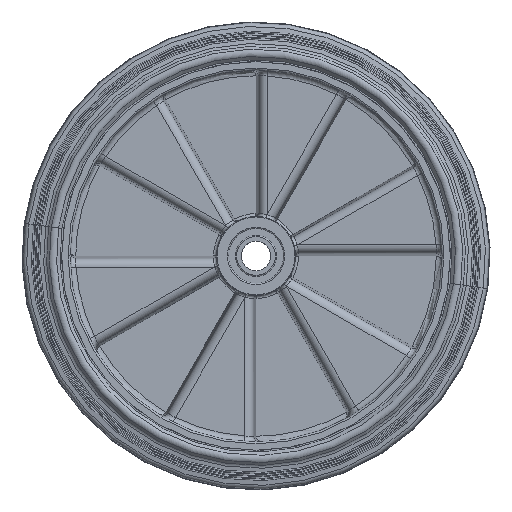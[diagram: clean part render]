
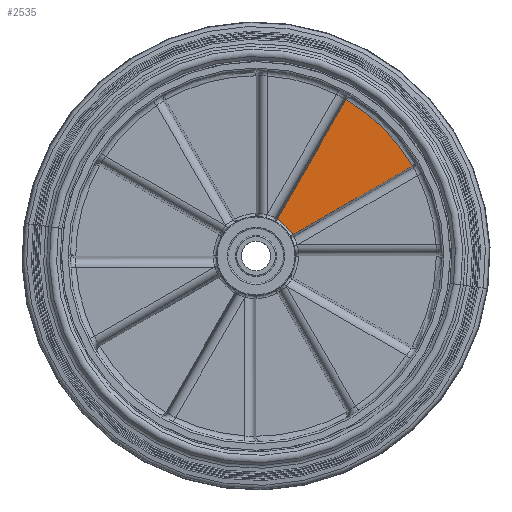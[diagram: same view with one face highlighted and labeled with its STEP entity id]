
A CAD part, top view. The second image highlights one B-rep face of the part: STEP entity #2535.
In plain terms, the highlighted planar face has unit normal (0, 0, 1).
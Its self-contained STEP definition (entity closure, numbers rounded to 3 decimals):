
#112 = DIRECTION ( 'NONE',  ( 0., 0., 1. ) ) ;
#237 = CARTESIAN_POINT ( 'NONE',  ( 0., 0., -14. ) ) ;
#581 = AXIS2_PLACEMENT_3D ( 'NONE', #237, #18335, #19912 ) ;
#585 = DIRECTION ( 'NONE',  ( -0.5, -0.866, 0. ) ) ;
#1721 = ORIENTED_EDGE ( 'NONE', *, *, #19721, .T. ) ;
#1894 = CARTESIAN_POINT ( 'NONE',  ( 76.877, 133.439, -14. ) ) ;
#2396 = CARTESIAN_POINT ( 'NONE',  ( -0.124, 0.071, -14. ) ) ;
#2535 = ADVANCED_FACE ( 'NONE', ( #4352 ), #16148, .T. ) ;
#2807 = VECTOR ( 'NONE', #585, 1000. ) ;
#3657 = DIRECTION ( 'NONE',  ( 1., 0., 0. ) ) ;
#4352 = FACE_OUTER_BOUND ( 'NONE', #17589, .T. ) ;
#4890 = AXIS2_PLACEMENT_3D ( 'NONE', #10932, #112, #3657 ) ;
#5485 = EDGE_CURVE ( 'NONE', #11988, #8173, #22963, .T. ) ;
#5804 = CARTESIAN_POINT ( 'NONE',  ( 133.373, 76.838, -14. ) ) ;
#6054 = EDGE_CURVE ( 'NONE', #19285, #11988, #22971, .T. ) ;
#6078 = ORIENTED_EDGE ( 'NONE', *, *, #23125, .T. ) ;
#6735 = CARTESIAN_POINT ( 'NONE',  ( 31.465, 18.001, -14. ) ) ;
#7017 = CARTESIAN_POINT ( 'NONE',  ( 0.071, -0.124, -14. ) ) ;
#8165 = B_SPLINE_CURVE_WITH_KNOTS ( 'NONE', 3,
 ( #1894, #19770, #19847, #19682 ),
 .UNSPECIFIED., .F., .F.,
 ( 4, 4 ),
 ( 0., 0. ),
 .UNSPECIFIED. ) ;
#8173 = VERTEX_POINT ( 'NONE', #15641 ) ;
#8900 = CARTESIAN_POINT ( 'NONE',  ( 133.439, 76.877, -14. ) ) ;
#9000 = CARTESIAN_POINT ( 'NONE',  ( 76.838, 133.373, -14. ) ) ;
#10277 = ORIENTED_EDGE ( 'NONE', *, *, #5485, .T. ) ;
#10405 = ORIENTED_EDGE ( 'NONE', *, *, #6054, .T. ) ;
#10493 = DIRECTION ( 'NONE',  ( 1., 0., 0. ) ) ;
#10932 = CARTESIAN_POINT ( 'NONE',  ( 0., 0., -14. ) ) ;
#11988 = VERTEX_POINT ( 'NONE', #16504 ) ;
#12398 = CARTESIAN_POINT ( 'NONE',  ( 0., 0., -14. ) ) ;
#13379 = CARTESIAN_POINT ( 'NONE',  ( 18.001, 31.465, -14. ) ) ;
#13522 = CIRCLE ( 'NONE', #581, 36.25 ) ;
#14205 = CARTESIAN_POINT ( 'NONE',  ( 133.373, 76.838, -14. ) ) ;
#15206 = ORIENTED_EDGE ( 'NONE', *, *, #18967, .T. ) ;
#15641 = CARTESIAN_POINT ( 'NONE',  ( 76.877, 133.439, -14. ) ) ;
#15860 = AXIS2_PLACEMENT_3D ( 'NONE', #12398, #17526, #10493 ) ;
#16148 = PLANE ( 'NONE',  #4890 ) ;
#16504 = CARTESIAN_POINT ( 'NONE',  ( 133.439, 76.877, -14. ) ) ;
#16579 = LINE ( 'NONE', #7017, #20772 ) ;
#17166 = LINE ( 'NONE', #2396, #2807 ) ;
#17389 = VERTEX_POINT ( 'NONE', #9000 ) ;
#17526 = DIRECTION ( 'NONE',  ( 0., 0., 1. ) ) ;
#17583 = EDGE_CURVE ( 'NONE', #17389, #21892, #17166, .T. ) ;
#17589 = EDGE_LOOP ( 'NONE', ( #1721, #10405, #10277, #6078, #17623, #15206 ) ) ;
#17623 = ORIENTED_EDGE ( 'NONE', *, *, #17583, .T. ) ;
#17660 = CARTESIAN_POINT ( 'NONE',  ( 133.395, 76.851, -14. ) ) ;
#17873 = VERTEX_POINT ( 'NONE', #6735 ) ;
#17885 = CARTESIAN_POINT ( 'NONE',  ( 133.417, 76.864, -14. ) ) ;
#18335 = DIRECTION ( 'NONE',  ( 0., 0., -1. ) ) ;
#18967 = EDGE_CURVE ( 'NONE', #21892, #17873, #13522, .T. ) ;
#19285 = VERTEX_POINT ( 'NONE', #5804 ) ;
#19596 = DIRECTION ( 'NONE',  ( 0.866, 0.5, 0. ) ) ;
#19682 = CARTESIAN_POINT ( 'NONE',  ( 76.838, 133.373, -14. ) ) ;
#19721 = EDGE_CURVE ( 'NONE', #17873, #19285, #16579, .T. ) ;
#19770 = CARTESIAN_POINT ( 'NONE',  ( 76.864, 133.417, -14. ) ) ;
#19847 = CARTESIAN_POINT ( 'NONE',  ( 76.851, 133.395, -14. ) ) ;
#19912 = DIRECTION ( 'NONE',  ( 1., 0., 0. ) ) ;
#20772 = VECTOR ( 'NONE', #19596, 1000. ) ;
#21892 = VERTEX_POINT ( 'NONE', #13379 ) ;
#22963 = CIRCLE ( 'NONE', #15860, 154. ) ;
#22971 = B_SPLINE_CURVE_WITH_KNOTS ( 'NONE', 3,
 ( #14205, #17660, #17885, #8900 ),
 .UNSPECIFIED., .F., .F.,
 ( 4, 4 ),
 ( 0., 0. ),
 .UNSPECIFIED. ) ;
#23125 = EDGE_CURVE ( 'NONE', #8173, #17389, #8165, .T. ) ;
